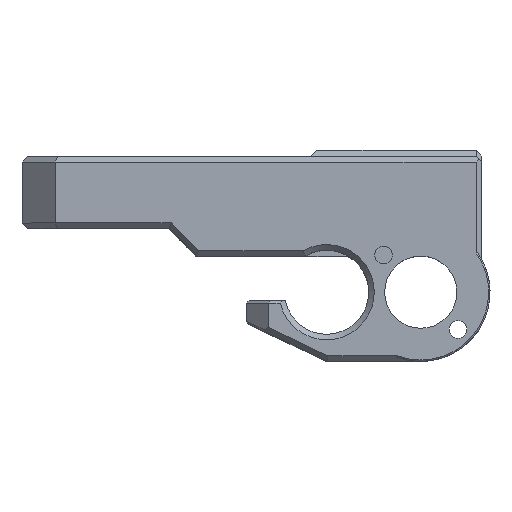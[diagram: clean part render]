
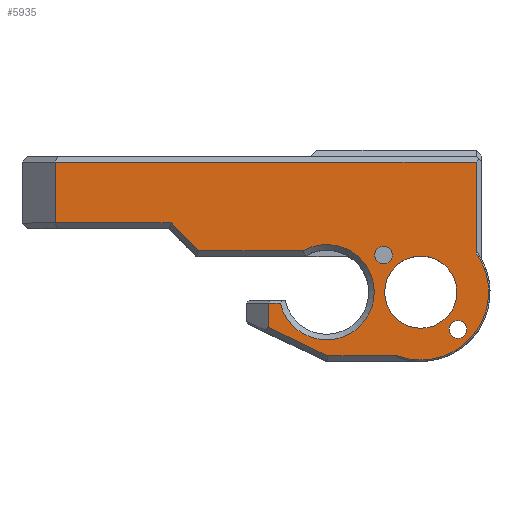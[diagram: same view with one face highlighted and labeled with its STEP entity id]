
A CAD part, top view. The second image highlights one B-rep face of the part: STEP entity #5935.
In plain terms, the highlighted planar face has unit normal (0, 0, 1).
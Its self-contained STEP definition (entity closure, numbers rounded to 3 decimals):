
#57=FACE_BOUND('',#907,.T.);
#58=FACE_BOUND('',#908,.T.);
#59=FACE_BOUND('',#909,.T.);
#122=CIRCLE('',#6272,1.6);
#123=CIRCLE('',#6274,1.6);
#124=CIRCLE('',#6276,8.6);
#125=CIRCLE('',#6277,12.25);
#126=CIRCLE('',#6278,6.51);
#298=PLANE('',#6275);
#570=FACE_OUTER_BOUND('',#906,.T.);
#906=EDGE_LOOP('',(#4446,#4447,#4448,#4449,#4450,#4451,#4452,#4453,#4454,
#4455,#4456,#4457));
#907=EDGE_LOOP('',(#4458));
#908=EDGE_LOOP('',(#4459));
#909=EDGE_LOOP('',(#4460));
#1356=LINE('',#9190,#2003);
#1357=LINE('',#9192,#2004);
#1358=LINE('',#9194,#2005);
#1359=LINE('',#9196,#2006);
#1360=LINE('',#9200,#2007);
#1361=LINE('',#9202,#2008);
#1362=LINE('',#9204,#2009);
#1363=LINE('',#9206,#2010);
#1364=LINE('',#9208,#2011);
#1365=LINE('',#9209,#2012);
#2003=VECTOR('',#6955,1000.);
#2004=VECTOR('',#6956,1000.);
#2005=VECTOR('',#6957,1000.);
#2006=VECTOR('',#6958,1000.);
#2007=VECTOR('',#6961,1000.);
#2008=VECTOR('',#6962,1000.);
#2009=VECTOR('',#6963,1000.);
#2010=VECTOR('',#6964,1000.);
#2011=VECTOR('',#6965,1000.);
#2012=VECTOR('',#6966,1000.);
#2746=VERTEX_POINT('',#9178);
#2747=VERTEX_POINT('',#9182);
#2748=VERTEX_POINT('',#9186);
#2749=VERTEX_POINT('',#9187);
#2750=VERTEX_POINT('',#9189);
#2751=VERTEX_POINT('',#9191);
#2752=VERTEX_POINT('',#9193);
#2753=VERTEX_POINT('',#9195);
#2754=VERTEX_POINT('',#9197);
#2755=VERTEX_POINT('',#9199);
#2756=VERTEX_POINT('',#9201);
#2757=VERTEX_POINT('',#9203);
#2758=VERTEX_POINT('',#9205);
#2759=VERTEX_POINT('',#9207);
#2760=VERTEX_POINT('',#9210);
#3389=EDGE_CURVE('',#2746,#2746,#122,.T.);
#3390=EDGE_CURVE('',#2747,#2747,#123,.T.);
#3392=EDGE_CURVE('',#2748,#2749,#124,.T.);
#3393=EDGE_CURVE('',#2748,#2750,#1356,.T.);
#3394=EDGE_CURVE('',#2750,#2751,#1357,.T.);
#3395=EDGE_CURVE('',#2751,#2752,#1358,.T.);
#3396=EDGE_CURVE('',#2752,#2753,#1359,.T.);
#3397=EDGE_CURVE('',#2753,#2754,#125,.T.);
#3398=EDGE_CURVE('',#2754,#2755,#1360,.T.);
#3399=EDGE_CURVE('',#2756,#2755,#1361,.T.);
#3400=EDGE_CURVE('',#2756,#2757,#1362,.T.);
#3401=EDGE_CURVE('',#2757,#2758,#1363,.T.);
#3402=EDGE_CURVE('',#2758,#2759,#1364,.T.);
#3403=EDGE_CURVE('',#2759,#2749,#1365,.T.);
#3404=EDGE_CURVE('',#2760,#2760,#126,.T.);
#4446=ORIENTED_EDGE('',*,*,#3392,.F.);
#4447=ORIENTED_EDGE('',*,*,#3393,.T.);
#4448=ORIENTED_EDGE('',*,*,#3394,.T.);
#4449=ORIENTED_EDGE('',*,*,#3395,.T.);
#4450=ORIENTED_EDGE('',*,*,#3396,.T.);
#4451=ORIENTED_EDGE('',*,*,#3397,.T.);
#4452=ORIENTED_EDGE('',*,*,#3398,.T.);
#4453=ORIENTED_EDGE('',*,*,#3399,.F.);
#4454=ORIENTED_EDGE('',*,*,#3400,.T.);
#4455=ORIENTED_EDGE('',*,*,#3401,.T.);
#4456=ORIENTED_EDGE('',*,*,#3402,.T.);
#4457=ORIENTED_EDGE('',*,*,#3403,.T.);
#4458=ORIENTED_EDGE('',*,*,#3389,.T.);
#4459=ORIENTED_EDGE('',*,*,#3390,.T.);
#4460=ORIENTED_EDGE('',*,*,#3404,.F.);
#5935=ADVANCED_FACE('',(#570,#57,#58,#59),#298,.T.);
#6272=AXIS2_PLACEMENT_3D('',#9180,#6944,#6945);
#6274=AXIS2_PLACEMENT_3D('',#9183,#6948,#6949);
#6275=AXIS2_PLACEMENT_3D('',#9185,#6951,#6952);
#6276=AXIS2_PLACEMENT_3D('',#9188,#6953,#6954);
#6277=AXIS2_PLACEMENT_3D('',#9198,#6959,#6960);
#6278=AXIS2_PLACEMENT_3D('',#9211,#6967,#6968);
#6944=DIRECTION('center_axis',(0.,0.,
-1.));
#6945=DIRECTION('ref_axis',(0.,-1.,0.));
#6948=DIRECTION('center_axis',(0.,0.,
-1.));
#6949=DIRECTION('ref_axis',(0.,-1.,0.));
#6951=DIRECTION('center_axis',(0.,0.,
1.));
#6952=DIRECTION('ref_axis',(0.,-1.,0.));
#6953=DIRECTION('center_axis',(0.,0.,
1.));
#6954=DIRECTION('ref_axis',(0.,-1.,0.));
#6955=DIRECTION('',(-1.,0.,0.));
#6956=DIRECTION('',(0.,-1.,0.));
#6957=DIRECTION('',(0.901,-0.434,0.));
#6958=DIRECTION('',(1.,0.,0.));
#6959=DIRECTION('center_axis',(0.,0.,
1.));
#6960=DIRECTION('ref_axis',(0.,-1.,0.));
#6961=DIRECTION('',(0.,1.,0.));
#6962=DIRECTION('',(1.,0.,0.));
#6963=DIRECTION('',(0.,-1.,0.));
#6964=DIRECTION('',(1.,0.,0.));
#6965=DIRECTION('',(0.707,-0.707,0.));
#6966=DIRECTION('',(1.,0.,0.));
#6967=DIRECTION('center_axis',(0.,0.,
1.));
#6968=DIRECTION('ref_axis',(0.,-1.,0.));
#9178=CARTESIAN_POINT('',(-6.024,-338.591,336.875));
#9180=CARTESIAN_POINT('Origin',(-6.024,-340.191,336.875));
#9182=CARTESIAN_POINT('',(-19.459,-325.156,336.875));
#9183=CARTESIAN_POINT('Origin',(-19.459,-326.756,336.875));
#9185=CARTESIAN_POINT('Origin',(-84.241,-270.737,336.875));
#9186=CARTESIAN_POINT('',(-38.105,-335.474,336.875));
#9187=CARTESIAN_POINT('',(-33.949,-325.974,336.875));
#9188=CARTESIAN_POINT('Origin',(-29.741,-333.474,336.875));
#9189=CARTESIAN_POINT('',(-40.241,-335.474,336.875));
#9190=CARTESIAN_POINT('',(-84.241,-335.474,336.875));
#9191=CARTESIAN_POINT('',(-40.241,-339.808,336.875));
#9192=CARTESIAN_POINT('',(-40.241,-338.742,336.875));
#9193=CARTESIAN_POINT('',(-29.513,-344.974,336.875));
#9194=CARTESIAN_POINT('',(-31.384,-344.073,336.875));
#9195=CARTESIAN_POINT('',(-16.962,-344.974,336.875));
#9196=CARTESIAN_POINT('',(-12.741,-344.974,336.875));
#9197=CARTESIAN_POINT('',(-2.742,-326.396,336.875));
#9198=CARTESIAN_POINT('Origin',(-12.741,-333.474,336.875));
#9199=CARTESIAN_POINT('',(-2.742,-309.974,336.875));
#9200=CARTESIAN_POINT('',(-2.742,-311.974,336.875));
#9201=CARTESIAN_POINT('',(-78.741,-309.974,336.875));
#9202=CARTESIAN_POINT('',(-56.991,-309.974,336.875));
#9203=CARTESIAN_POINT('',(-78.741,-320.974,336.875));
#9204=CARTESIAN_POINT('',(-78.741,-321.974,336.875));
#9205=CARTESIAN_POINT('',(-57.827,-320.974,336.875));
#9206=CARTESIAN_POINT('',(-56.827,-320.974,336.875));
#9207=CARTESIAN_POINT('',(-52.827,-325.974,336.875));
#9208=CARTESIAN_POINT('',(-52.534,-326.266,336.875));
#9209=CARTESIAN_POINT('',(-84.241,-325.974,336.875));
#9210=CARTESIAN_POINT('',(-12.741,-326.964,336.875));
#9211=CARTESIAN_POINT('Origin',(-12.741,-333.474,336.875));
